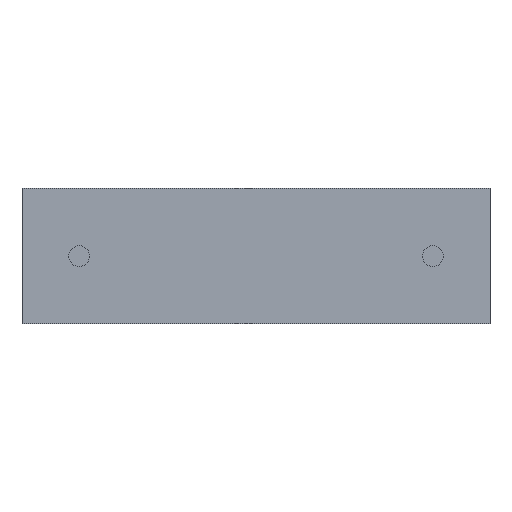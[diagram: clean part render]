
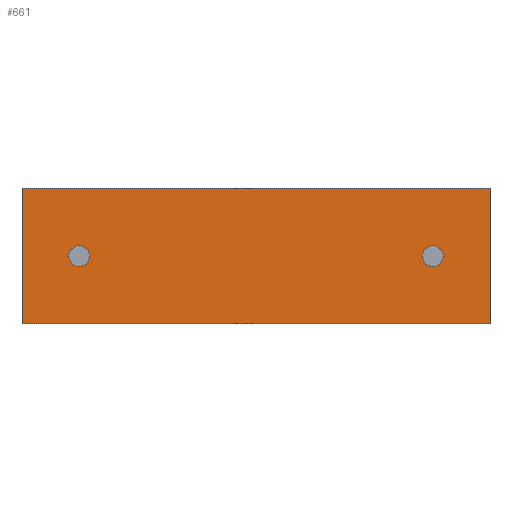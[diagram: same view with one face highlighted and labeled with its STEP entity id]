
A CAD part, front view. The second image highlights one B-rep face of the part: STEP entity #661.
In plain terms, the highlighted planar face has unit normal (0, -1, 0).
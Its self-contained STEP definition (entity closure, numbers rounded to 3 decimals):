
#48 = FACE_OUTER_BOUND ( 'NONE', #508, .T. ) ;
#72 = DIRECTION ( 'NONE',  ( 0., 0., 1. ) ) ;
#76 = VERTEX_POINT ( 'NONE', #836 ) ;
#187 = CIRCLE ( 'NONE', #339, 0.3 ) ;
#191 = LINE ( 'NONE', #291, #2373 ) ;
#255 = CIRCLE ( 'NONE', #2296, 0.3 ) ;
#262 = VERTEX_POINT ( 'NONE', #1233 ) ;
#268 = PLANE ( 'NONE',  #332 ) ;
#270 = VECTOR ( 'NONE', #2014, 1000. ) ;
#291 = CARTESIAN_POINT ( 'NONE',  ( 0., 0., 0. ) ) ;
#303 = DIRECTION ( 'NONE',  ( 0., 0., 1. ) ) ;
#316 = FACE_BOUND ( 'NONE', #398, .T. ) ;
#332 = AXIS2_PLACEMENT_3D ( 'NONE', #2022, #2374, #72 ) ;
#339 = AXIS2_PLACEMENT_3D ( 'NONE', #1257, #1248, #1270 ) ;
#340 = DIRECTION ( 'NONE',  ( 0., -1., 0. ) ) ;
#352 = CARTESIAN_POINT ( 'NONE',  ( 13.5, 0., 3.9 ) ) ;
#398 = EDGE_LOOP ( 'NONE', ( #1809, #2168 ) ) ;
#470 = DIRECTION ( 'NONE',  ( 0., 0., -1. ) ) ;
#508 = EDGE_LOOP ( 'NONE', ( #1533, #2360, #1502, #822 ) ) ;
#534 = VERTEX_POINT ( 'NONE', #1314 ) ;
#593 = VERTEX_POINT ( 'NONE', #696 ) ;
#607 = VERTEX_POINT ( 'NONE', #1625 ) ;
#612 = VERTEX_POINT ( 'NONE', #1814 ) ;
#621 = VECTOR ( 'NONE', #470, 1000. ) ;
#637 = ORIENTED_EDGE ( 'NONE', *, *, #1653, .F. ) ;
#654 = CARTESIAN_POINT ( 'NONE',  ( 1.65, 0., 1.95 ) ) ;
#661 = ADVANCED_FACE ( 'NONE', ( #316, #48, #2154 ), #268, .F. ) ;
#696 = CARTESIAN_POINT ( 'NONE',  ( 1.65, 0., 2.25 ) ) ;
#822 = ORIENTED_EDGE ( 'NONE', *, *, #2012, .T. ) ;
#836 = CARTESIAN_POINT ( 'NONE',  ( 11.85, 0., 1.65 ) ) ;
#853 = AXIS2_PLACEMENT_3D ( 'NONE', #859, #910, #1515 ) ;
#859 = CARTESIAN_POINT ( 'NONE',  ( 11.85, 0., 1.95 ) ) ;
#910 = DIRECTION ( 'NONE',  ( 0., 1., 0. ) ) ;
#1020 = DIRECTION ( 'NONE',  ( 0., 0., 1. ) ) ;
#1067 = CIRCLE ( 'NONE', #1136, 0.3 ) ;
#1092 = LINE ( 'NONE', #1217, #621 ) ;
#1094 = EDGE_CURVE ( 'NONE', #593, #612, #255, .T. ) ;
#1136 = AXIS2_PLACEMENT_3D ( 'NONE', #2234, #340, #303 ) ;
#1215 = DIRECTION ( 'NONE',  ( 0., -1., 0. ) ) ;
#1217 = CARTESIAN_POINT ( 'NONE',  ( 0., 0., 3.9 ) ) ;
#1233 = CARTESIAN_POINT ( 'NONE',  ( 13.5, 0., 0. ) ) ;
#1248 = DIRECTION ( 'NONE',  ( 0., 1., 0. ) ) ;
#1256 = VERTEX_POINT ( 'NONE', #1636 ) ;
#1257 = CARTESIAN_POINT ( 'NONE',  ( 11.85, 0., 1.95 ) ) ;
#1270 = DIRECTION ( 'NONE',  ( 0., 0., -1. ) ) ;
#1314 = CARTESIAN_POINT ( 'NONE',  ( 11.85, 0., 2.25 ) ) ;
#1371 = EDGE_CURVE ( 'NONE', #534, #76, #1817, .T. ) ;
#1406 = EDGE_CURVE ( 'NONE', #607, #262, #2204, .T. ) ;
#1502 = ORIENTED_EDGE ( 'NONE', *, *, #2151, .F. ) ;
#1515 = DIRECTION ( 'NONE',  ( 0., 0., -1. ) ) ;
#1533 = ORIENTED_EDGE ( 'NONE', *, *, #2138, .T. ) ;
#1536 = ORIENTED_EDGE ( 'NONE', *, *, #1094, .F. ) ;
#1625 = CARTESIAN_POINT ( 'NONE',  ( 13.5, 0., 3.9 ) ) ;
#1636 = CARTESIAN_POINT ( 'NONE',  ( 0., 0., 0. ) ) ;
#1653 = EDGE_CURVE ( 'NONE', #612, #593, #1067, .T. ) ;
#1696 = DIRECTION ( 'NONE',  ( 0., 0., -1. ) ) ;
#1706 = EDGE_LOOP ( 'NONE', ( #1536, #637 ) ) ;
#1809 = ORIENTED_EDGE ( 'NONE', *, *, #1371, .T. ) ;
#1814 = CARTESIAN_POINT ( 'NONE',  ( 1.65, 0., 1.65 ) ) ;
#1817 = CIRCLE ( 'NONE', #853, 0.3 ) ;
#1834 = CARTESIAN_POINT ( 'NONE',  ( 0., 0., 3.9 ) ) ;
#1954 = LINE ( 'NONE', #1834, #270 ) ;
#2005 = VECTOR ( 'NONE', #1696, 1000. ) ;
#2012 = EDGE_CURVE ( 'NONE', #2386, #1256, #1092, .T. ) ;
#2014 = DIRECTION ( 'NONE',  ( 1., 0., 0. ) ) ;
#2022 = CARTESIAN_POINT ( 'NONE',  ( 0., 0., 3.9 ) ) ;
#2120 = CARTESIAN_POINT ( 'NONE',  ( 0., 0., 3.9 ) ) ;
#2138 = EDGE_CURVE ( 'NONE', #1256, #262, #191, .T. ) ;
#2151 = EDGE_CURVE ( 'NONE', #2386, #607, #1954, .T. ) ;
#2154 = FACE_BOUND ( 'NONE', #1706, .T. ) ;
#2168 = ORIENTED_EDGE ( 'NONE', *, *, #2177, .T. ) ;
#2177 = EDGE_CURVE ( 'NONE', #76, #534, #187, .T. ) ;
#2204 = LINE ( 'NONE', #352, #2005 ) ;
#2234 = CARTESIAN_POINT ( 'NONE',  ( 1.65, 0., 1.95 ) ) ;
#2296 = AXIS2_PLACEMENT_3D ( 'NONE', #654, #1215, #1020 ) ;
#2360 = ORIENTED_EDGE ( 'NONE', *, *, #1406, .F. ) ;
#2373 = VECTOR ( 'NONE', #2410, 1000. ) ;
#2374 = DIRECTION ( 'NONE',  ( 0., 1., 0. ) ) ;
#2386 = VERTEX_POINT ( 'NONE', #2120 ) ;
#2410 = DIRECTION ( 'NONE',  ( 1., 0., 0. ) ) ;
